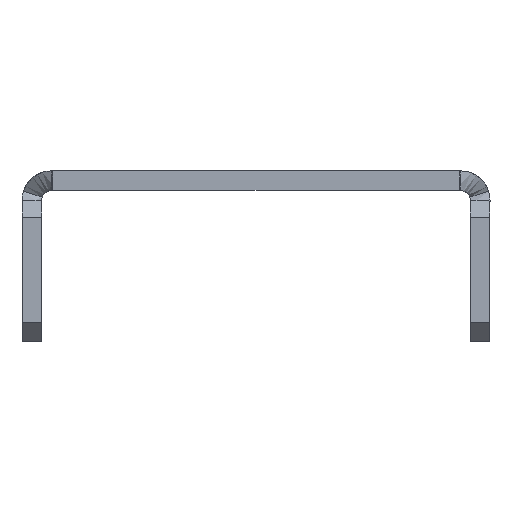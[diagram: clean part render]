
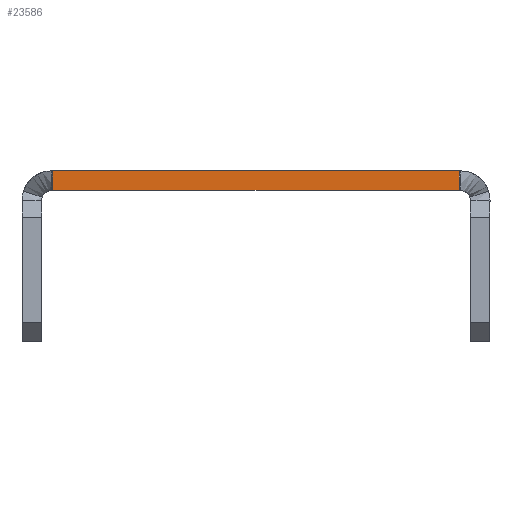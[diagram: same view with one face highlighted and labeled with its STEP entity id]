
A CAD part, front view. The second image highlights one B-rep face of the part: STEP entity #23586.
In plain terms, the highlighted planar face has unit normal (0, -1, 0).
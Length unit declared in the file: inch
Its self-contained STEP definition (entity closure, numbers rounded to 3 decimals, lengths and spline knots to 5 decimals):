
#2064=FACE_OUTER_BOUND('',#3200,.T.);
#3200=EDGE_LOOP('',(#14914,#14915,#14916,#14917));
#4592=LINE('',#33817,#6922);
#4593=LINE('',#33819,#6923);
#4594=LINE('',#33821,#6924);
#4595=LINE('',#33822,#6925);
#6922=VECTOR('',#26997,0.3937);
#6923=VECTOR('',#26998,39.37008);
#6924=VECTOR('',#26999,0.3937);
#6925=VECTOR('',#27000,39.37008);
#9252=VERTEX_POINT('',#33815);
#9253=VERTEX_POINT('',#33816);
#9254=VERTEX_POINT('',#33818);
#9255=VERTEX_POINT('',#33820);
#11508=EDGE_CURVE('',#9252,#9253,#4592,.T.);
#11509=EDGE_CURVE('',#9253,#9254,#4593,.T.);
#11510=EDGE_CURVE('',#9254,#9255,#4594,.T.);
#11511=EDGE_CURVE('',#9252,#9255,#4595,.T.);
#14914=ORIENTED_EDGE('',*,*,#11508,.T.);
#14915=ORIENTED_EDGE('',*,*,#11509,.T.);
#14916=ORIENTED_EDGE('',*,*,#11510,.T.);
#14917=ORIENTED_EDGE('',*,*,#11511,.F.);
#21720=PLANE('',#24742);
#23586=ADVANCED_FACE('',(#2064),#21720,.T.);
#24742=AXIS2_PLACEMENT_3D('',#33814,#26995,#26996);
#26995=DIRECTION('center_axis',(0.,-1.,0.));
#26996=DIRECTION('ref_axis',(0.,0.,-1.));
#26997=DIRECTION('',(-1.,0.,0.));
#26998=DIRECTION('',(0.,0.,-1.));
#26999=DIRECTION('',(1.,0.,0.));
#27000=DIRECTION('',(0.,0.,-1.));
#33814=CARTESIAN_POINT('Origin',(0.05382,-3.75,-0.26639));
#33815=CARTESIAN_POINT('',(0.6514,-3.75,0.));
#33816=CARTESIAN_POINT('',(-0.6514,-3.75,0.));
#33817=CARTESIAN_POINT('',(-0.34809,-3.75,0.));
#33818=CARTESIAN_POINT('',(-0.6514,-3.75,-0.06299));
#33819=CARTESIAN_POINT('',(-0.6514,-3.75,0.));
#33820=CARTESIAN_POINT('',(0.6514,-3.75,-0.06299));
#33821=CARTESIAN_POINT('',(-0.34809,-3.75,-0.06299));
#33822=CARTESIAN_POINT('',(0.6514,-3.75,0.));
